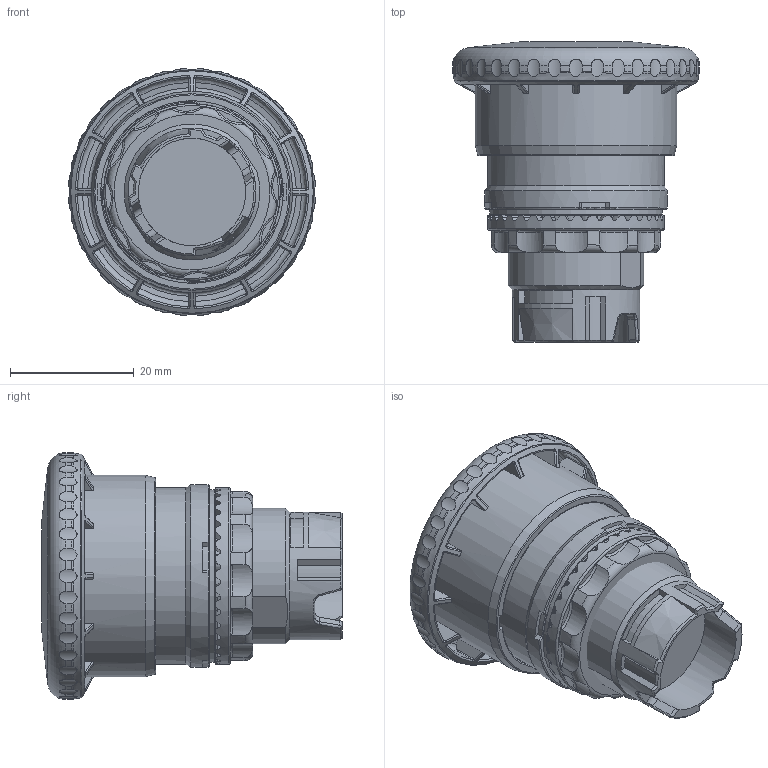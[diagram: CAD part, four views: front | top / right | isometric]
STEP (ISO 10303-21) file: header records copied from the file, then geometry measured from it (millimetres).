
FILE_DESCRIPTION(/* description */ (''),/* implementation_level */ '2;1');
FILE_NAME(/* name */ 'TS2510-0SL10-R02_stp.stp',/* time_stamp */ '2022-03-21T09:05:03+08:00',/* author */ (''),/* organization */ (''),/* preprocessor_version */ 'ST-DEVELOPER v16',/* originating_system */ 'SIEMENS PLM Software NX 10.0',/* authorisation */ '');
FILE_SCHEMA (('AP203_CONFIGURATION_CONTROLLED_3D_DESIGN_OF_MECHANICAL_PARTS_AND_ASSEMBLIES_MIM_LF { 1 0 10303 403 2 1 2}'));
Products named in the file (1): Admi29D4D4B52k03
Bounding box: 39.95 x 48.6 x 39.95 mm (x, y, z)
Volume: 16318.1 mm3; surface area: 20756.5 mm2
Topology: 4 solids, 4 shells, 1117 faces, 3139 edges, 2035 vertices
Faces by surface type: plane 350, cylinder 243, bspline 226, torus 196, cone 59, sphere 27, extrusion 16
Full cylindrical faces by diameter (mm): 13 x1, 14.6 x1, 17.1 x1, 17.2 x1, 17.4 x2, 20.7 x2, 21 x1, 28 x1, 28.6 x2, 28.8 x1, 29.5 x1, 32.6 x1
Entity records: 47937 total; most frequent: CARTESIAN_POINT 20070, ORIENTED_EDGE 6108, DIRECTION 4681, EDGE_CURVE 3054, VERTEX_POINT 2006, AXIS2_PLACEMENT_3D 1932, EDGE_LOOP 1198, B_SPLINE_CURVE_WITH_KNOTS 1166
